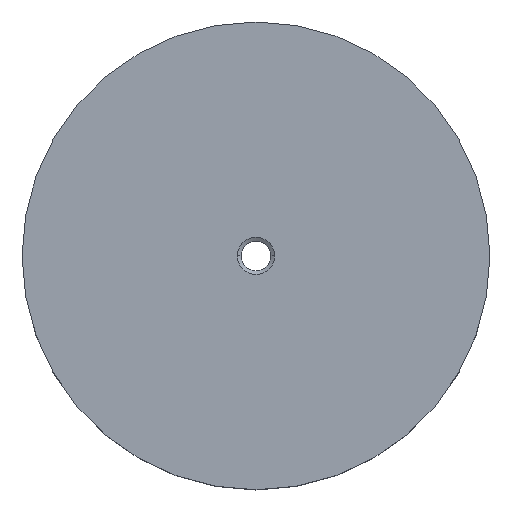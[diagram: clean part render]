
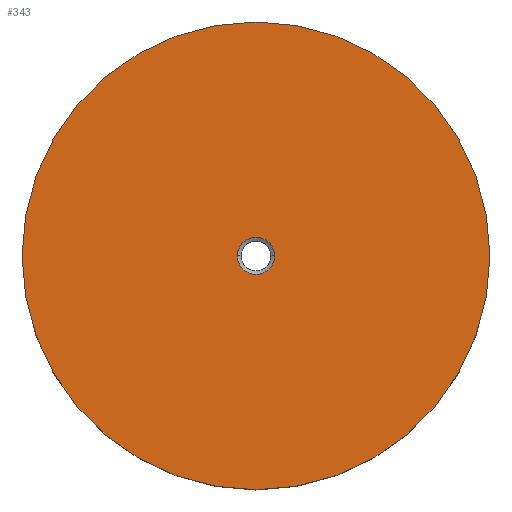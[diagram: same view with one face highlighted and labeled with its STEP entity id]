
A CAD part, top view. The second image highlights one B-rep face of the part: STEP entity #343.
In plain terms, the highlighted planar face has unit normal (0, 0, 1).
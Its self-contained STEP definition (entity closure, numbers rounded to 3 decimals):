
#11 = AXIS2_PLACEMENT_3D ( 'NONE', #159, #157, #156 ) ;
#13 = ORIENTED_EDGE ( 'NONE', *, *, #297, .F. ) ;
#33 = ORIENTED_EDGE ( 'NONE', *, *, #46, .T. ) ;
#39 = EDGE_CURVE ( 'NONE', #240, #59, #164, .T. ) ;
#44 = ORIENTED_EDGE ( 'NONE', *, *, #39, .F. ) ;
#46 = EDGE_CURVE ( 'NONE', #115, #254, #118, .T. ) ;
#53 = ORIENTED_EDGE ( 'NONE', *, *, #395, .T. ) ;
#59 = VERTEX_POINT ( 'NONE', #341 ) ;
#61 = FACE_BOUND ( 'NONE', #125, .T. ) ;
#71 = AXIS2_PLACEMENT_3D ( 'NONE', #298, #255, #208 ) ;
#73 = CARTESIAN_POINT ( 'NONE',  ( 0., 0., 16. ) ) ;
#81 = CARTESIAN_POINT ( 'NONE',  ( 31.5, 0., 16. ) ) ;
#110 = AXIS2_PLACEMENT_3D ( 'NONE', #73, #408, #406 ) ;
#115 = VERTEX_POINT ( 'NONE', #81 ) ;
#118 = CIRCLE ( 'NONE', #155, 31.5 ) ;
#125 = EDGE_LOOP ( 'NONE', ( #44, #13 ) ) ;
#155 = AXIS2_PLACEMENT_3D ( 'NONE', #382, #272, #325 ) ;
#156 = DIRECTION ( 'NONE',  ( 1., 0., 0. ) ) ;
#157 = DIRECTION ( 'NONE',  ( 0., 0., 1. ) ) ;
#159 = CARTESIAN_POINT ( 'NONE',  ( 0., 0., 16. ) ) ;
#164 = CIRCLE ( 'NONE', #110, 2.5 ) ;
#208 = DIRECTION ( 'NONE',  ( 1., 0., 0. ) ) ;
#212 = DIRECTION ( 'NONE',  ( 1., 0., 0. ) ) ;
#217 = DIRECTION ( 'NONE',  ( 0., 0., 1. ) ) ;
#219 = CARTESIAN_POINT ( 'NONE',  ( 0., 0., 16. ) ) ;
#240 = VERTEX_POINT ( 'NONE', #344 ) ;
#254 = VERTEX_POINT ( 'NONE', #304 ) ;
#255 = DIRECTION ( 'NONE',  ( 0., 0., 1. ) ) ;
#260 = FACE_OUTER_BOUND ( 'NONE', #274, .T. ) ;
#272 = DIRECTION ( 'NONE',  ( 0., 0., 1. ) ) ;
#274 = EDGE_LOOP ( 'NONE', ( #53, #33 ) ) ;
#282 = PLANE ( 'NONE',  #71 ) ;
#297 = EDGE_CURVE ( 'NONE', #59, #240, #365, .T. ) ;
#298 = CARTESIAN_POINT ( 'NONE',  ( 0., 0., 16. ) ) ;
#304 = CARTESIAN_POINT ( 'NONE',  ( -31.5, 0., 16. ) ) ;
#325 = DIRECTION ( 'NONE',  ( 1., 0., 0. ) ) ;
#341 = CARTESIAN_POINT ( 'NONE',  ( -2.5, 0., 16. ) ) ;
#343 = ADVANCED_FACE ( 'NONE', ( #61, #260 ), #282, .T. ) ;
#344 = CARTESIAN_POINT ( 'NONE',  ( 2.5, 0., 16. ) ) ;
#354 = AXIS2_PLACEMENT_3D ( 'NONE', #219, #217, #212 ) ;
#365 = CIRCLE ( 'NONE', #354, 2.5 ) ;
#370 = CIRCLE ( 'NONE', #11, 31.5 ) ;
#382 = CARTESIAN_POINT ( 'NONE',  ( 0., 0., 16. ) ) ;
#395 = EDGE_CURVE ( 'NONE', #254, #115, #370, .T. ) ;
#406 = DIRECTION ( 'NONE',  ( 1., 0., 0. ) ) ;
#408 = DIRECTION ( 'NONE',  ( 0., 0., 1. ) ) ;
